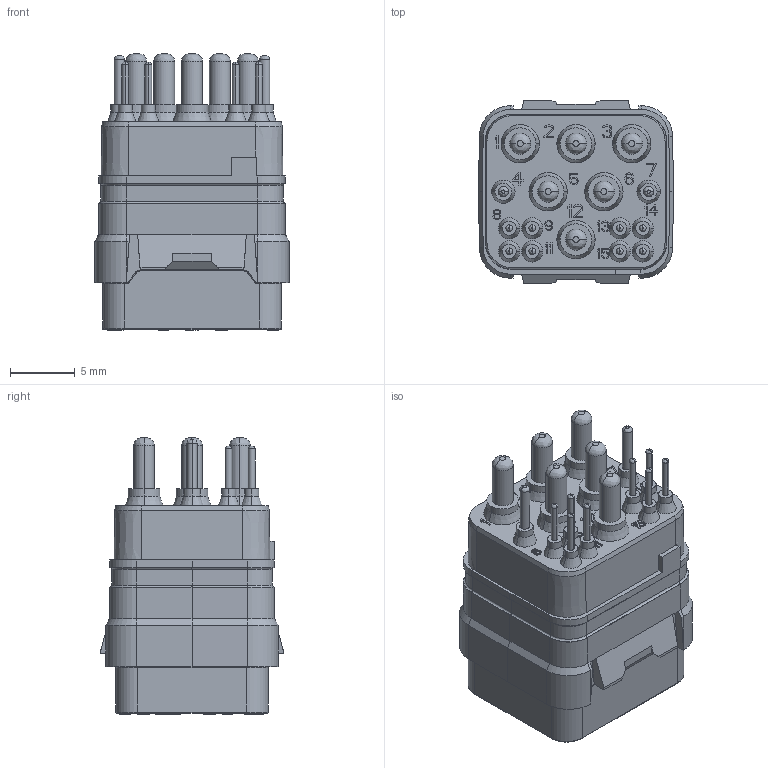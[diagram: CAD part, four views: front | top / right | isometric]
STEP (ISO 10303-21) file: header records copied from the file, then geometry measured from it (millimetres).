
FILE_DESCRIPTION((''),'2;1');
FILE_NAME('SIMM1602PNC','2020-01-14T',('presta_be4'),(''),'CREO PARAMETRIC BY PTC INC, 2018360','CREO PARAMETRIC BY PTC INC, 2018360','');
FILE_SCHEMA(('CONFIG_CONTROL_DESIGN'));
Products named in the file (1): SIMM1602PNC
Bounding box: 15 x 14.1 x 21.28 mm (x, y, z)
Volume: 1938.3 mm3; surface area: 4759.7 mm2
Topology: 1 solids, 5 shells, 3454 faces, 8594 edges, 5335 vertices
Faces by surface type: plane 1734, cylinder 798, torus 488, cone 354, bspline 64, sphere 16
Entity records: 104555 total; most frequent: CARTESIAN_POINT 21036, DIRECTION 17833, ORIENTED_EDGE 17124, EDGE_CURVE 8562, AXIS2_PLACEMENT_3D 6206, VECTOR 5421, LINE 5421, VERTEX_POINT 5335
